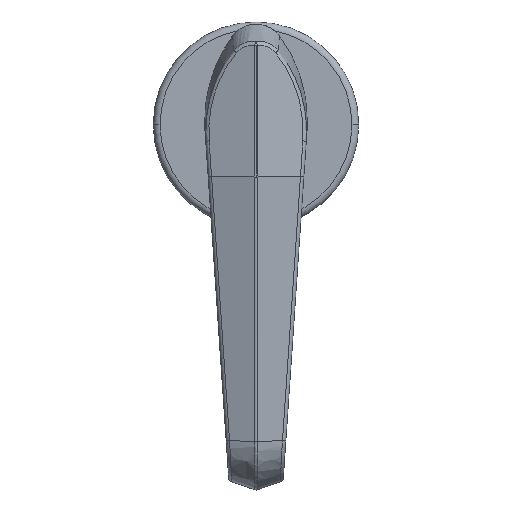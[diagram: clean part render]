
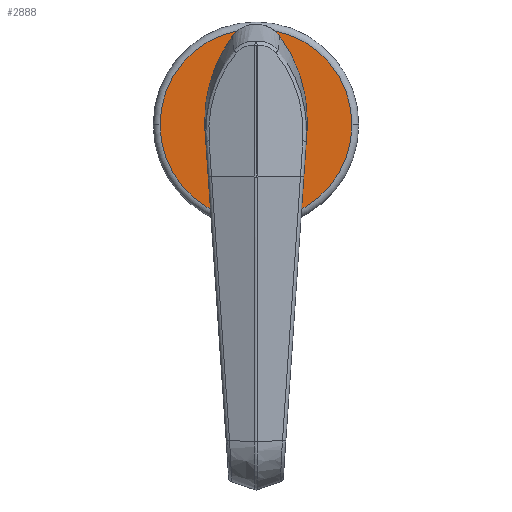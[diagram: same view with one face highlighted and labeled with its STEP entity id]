
A CAD part, top view. The second image highlights one B-rep face of the part: STEP entity #2888.
In plain terms, the highlighted face is planar.
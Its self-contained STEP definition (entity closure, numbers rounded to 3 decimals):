
#71 = DIRECTION ( 'NONE',  ( 0., 0., 1. ) ) ;
#437 = DIRECTION ( 'NONE',  ( -1., 0., 0. ) ) ;
#511 = AXIS2_PLACEMENT_3D ( 'NONE', #6512, #437, #8615 ) ;
#628 = VERTEX_POINT ( 'NONE', #5424 ) ;
#651 = DIRECTION ( 'NONE',  ( 0., 0., -1. ) ) ;
#797 = AXIS2_PLACEMENT_3D ( 'NONE', #2077, #4931, #4979 ) ;
#1139 = CARTESIAN_POINT ( 'NONE',  ( 4., 0., -21. ) ) ;
#1197 = FACE_OUTER_BOUND ( 'NONE', #1409, .T. ) ;
#1289 = DIRECTION ( 'NONE',  ( 1., 0., 0. ) ) ;
#1326 = DIRECTION ( 'NONE',  ( -1., 0., 0. ) ) ;
#1409 = EDGE_LOOP ( 'NONE', ( #8093, #3442 ) ) ;
#1865 = CARTESIAN_POINT ( 'NONE',  ( 4., 0., 0. ) ) ;
#2032 = EDGE_LOOP ( 'NONE', ( #2882, #5758 ) ) ;
#2077 = CARTESIAN_POINT ( 'NONE',  ( 4., 0., 0. ) ) ;
#2254 = DIRECTION ( 'NONE',  ( 0., 0., -1. ) ) ;
#2287 = CARTESIAN_POINT ( 'NONE',  ( 4., 0., 0. ) ) ;
#2681 = EDGE_CURVE ( 'NONE', #6877, #4669, #3071, .T. ) ;
#2846 = EDGE_CURVE ( 'NONE', #4669, #6877, #3643, .T. ) ;
#2882 = ORIENTED_EDGE ( 'NONE', *, *, #2933, .F. ) ;
#2888 = ADVANCED_FACE ( 'NONE', ( #1197, #3908 ), #6021, .F. ) ;
#2933 = EDGE_CURVE ( 'NONE', #628, #3692, #5500, .T. ) ;
#3071 = CIRCLE ( 'NONE', #511, 21. ) ;
#3442 = ORIENTED_EDGE ( 'NONE', *, *, #2846, .T. ) ;
#3494 = DIRECTION ( 'NONE',  ( -1., 0., 0. ) ) ;
#3534 = CARTESIAN_POINT ( 'NONE',  ( 4., 0., -11.25 ) ) ;
#3643 = CIRCLE ( 'NONE', #5931, 21. ) ;
#3692 = VERTEX_POINT ( 'NONE', #3534 ) ;
#3908 = FACE_BOUND ( 'NONE', #2032, .T. ) ;
#4669 = VERTEX_POINT ( 'NONE', #7452 ) ;
#4787 = AXIS2_PLACEMENT_3D ( 'NONE', #7407, #1289, #2254 ) ;
#4931 = DIRECTION ( 'NONE',  ( -1., 0., 0. ) ) ;
#4979 = DIRECTION ( 'NONE',  ( 0., 0., 1. ) ) ;
#5424 = CARTESIAN_POINT ( 'NONE',  ( 4., 0., 11.25 ) ) ;
#5500 = CIRCLE ( 'NONE', #797, 11.25 ) ;
#5758 = ORIENTED_EDGE ( 'NONE', *, *, #6714, .F. ) ;
#5931 = AXIS2_PLACEMENT_3D ( 'NONE', #1865, #1326, #651 ) ;
#6021 = PLANE ( 'NONE',  #4787 ) ;
#6512 = CARTESIAN_POINT ( 'NONE',  ( 4., 0., 0. ) ) ;
#6665 = CIRCLE ( 'NONE', #7807, 11.25 ) ;
#6714 = EDGE_CURVE ( 'NONE', #3692, #628, #6665, .T. ) ;
#6877 = VERTEX_POINT ( 'NONE', #1139 ) ;
#7407 = CARTESIAN_POINT ( 'NONE',  ( 4., 11.25, 0. ) ) ;
#7452 = CARTESIAN_POINT ( 'NONE',  ( 4., 0., 21. ) ) ;
#7807 = AXIS2_PLACEMENT_3D ( 'NONE', #2287, #3494, #71 ) ;
#8093 = ORIENTED_EDGE ( 'NONE', *, *, #2681, .T. ) ;
#8615 = DIRECTION ( 'NONE',  ( 0., 0., -1. ) ) ;
